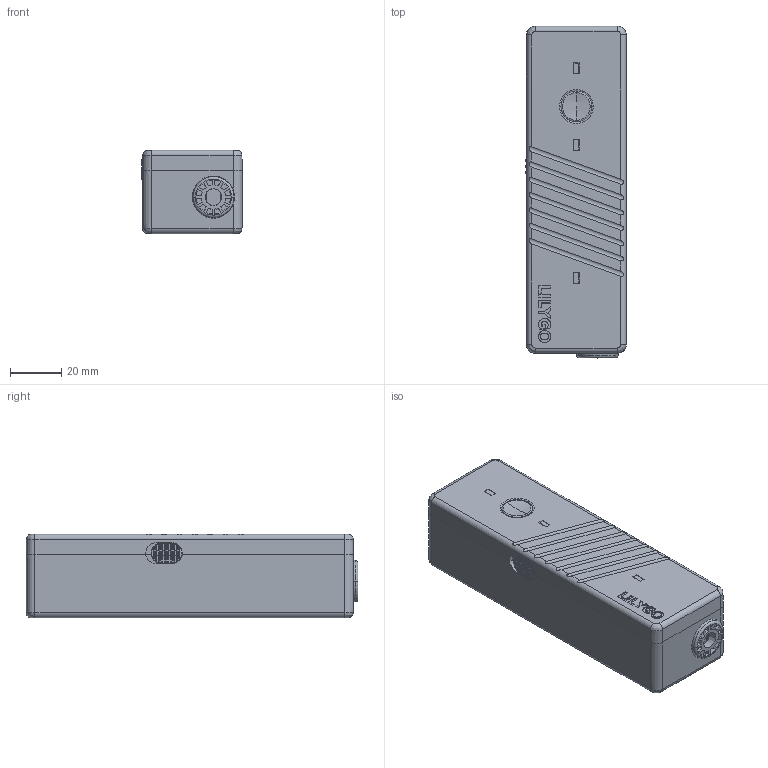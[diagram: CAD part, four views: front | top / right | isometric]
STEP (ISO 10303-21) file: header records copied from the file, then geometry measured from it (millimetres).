
FILE_DESCRIPTION((''),'2;1');
FILE_NAME('A7670-WAIKE_ASM','2022-04-09T18:00:25',('123456'),(''),'CREO PARAMETRIC BY PTC INC, 2019080','CREO PARAMETRIC BY PTC INC, 2019080','');
FILE_SCHEMA(('AUTOMOTIVE_DESIGN { 1 0 10303 214 1 1 1 1 }'));
Length unit declared in the file: millimetre
Products named in the file (8): BUDONGKAIGUAN-0407-00; A7670-B-COVER-00; M3-TONG-NUT; A7670-A-COVER-00; M2-TONG-NUT; A7670-ANJIANG-00; DAOGUANZHU-94-V2; A7670-WAIKE_ASM
Assembly tree (12 placements, depth 2):
  A7670-WAIKE_ASM
    BUDONGKAIGUAN-0407-00
    A7670-B-COVER-00
    M3-TONG-NUT  x2
    A7670-A-COVER-00
    M2-TONG-NUT  x3
    A7670-ANJIANG-00
    DAOGUANZHU-94-V2  x3
Bounding box: 39.25 x 129.75 x 32.6 mm (x, y, z)
Volume: 34034.4 mm3; surface area: 53191.1 mm2
Topology: 12 solids, 12 shells, 1151 faces, 2937 edges, 1875 vertices
Faces by surface type: plane 589, bspline 195, cylinder 183, cone 154, torus 18, extrusion 6, sphere 4, revolution 2
Entity records: 54734 total; most frequent: CARTESIAN_POINT 14261, ORIENTED_EDGE 5574, DIRECTION 4554, PRESENTATION_STYLE_ASSIGNMENT 3653, STYLED_ITEM 3653, EDGE_CURVE 2787, CURVE_STYLE 2629, VERTEX_POINT 1781
